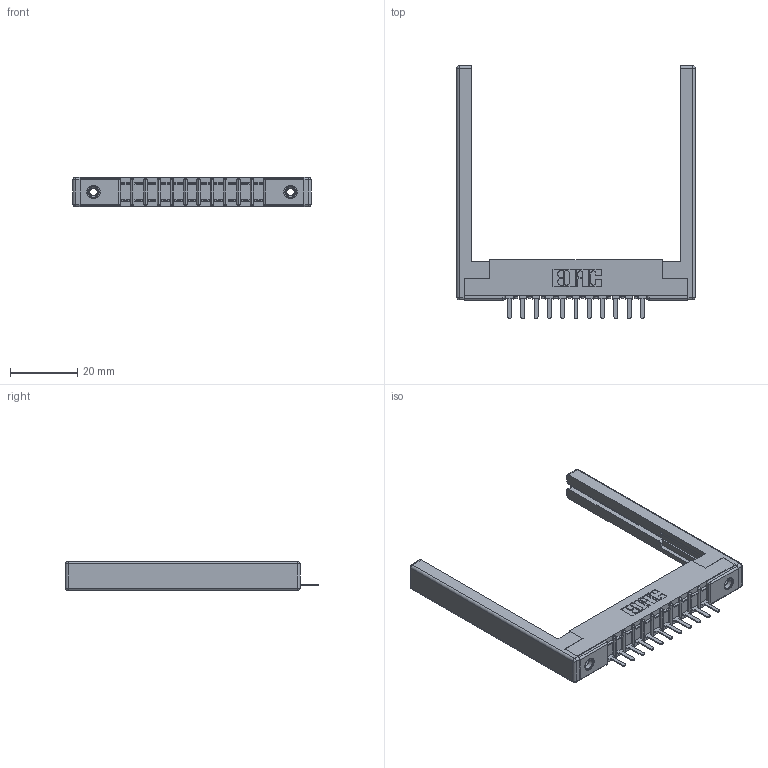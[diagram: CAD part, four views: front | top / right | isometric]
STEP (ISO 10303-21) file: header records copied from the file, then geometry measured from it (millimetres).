
FILE_DESCRIPTION (( 'STEP AP203' ), '1' );
FILE_NAME ('307-011-421-168.STEP', '2020-09-25T10:10:59', ( '' ), ( '' ), 'SwSTEP 2.0', 'SolidWorks 2020', '' );
FILE_SCHEMA (( 'CONFIG_CONTROL_DESIGN' ));
Length unit declared in the file: inch
Products named in the file (5): 345-250-001_345-250-001-102; 307-290-002_521; 307-220-068; 307 Part_.156 Dia Mounting Holes; 307-011-421-168
Assembly tree (16 placements, depth 2):
  307-011-421-168
    307 Part_.156 Dia Mounting Holes
    307-290-002_521  x11
    307-220-068  x2
    345-250-001_345-250-001-102  x2
Bounding box: 71.02 x 75.39 x 8.71 mm (x, y, z)
Volume: 9242.2 mm3; surface area: 11933.8 mm2
Topology: 16 solids, 16 shells, 1098 faces, 3265 edges, 2122 vertices
Faces by surface type: plane 653, cylinder 397, sphere 32, cone 12, torus 4
Entity records: 16729 total; most frequent: CARTESIAN_POINT 2781, ORIENTED_EDGE 2760, DIRECTION 2734, EDGE_CURVE 1380, VECTOR 1040, LINE 1040, VERTEX_POINT 894, AXIS2_PLACEMENT_3D 847
